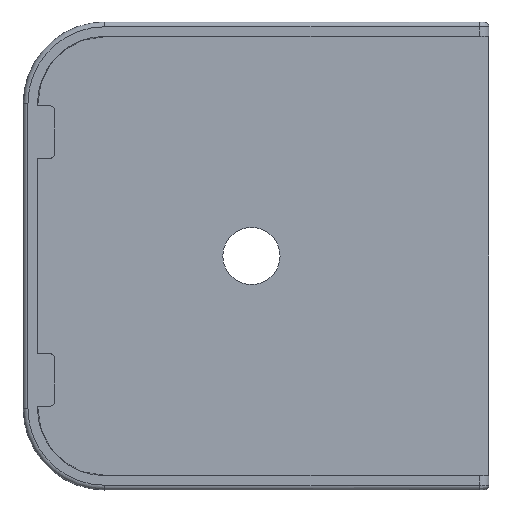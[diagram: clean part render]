
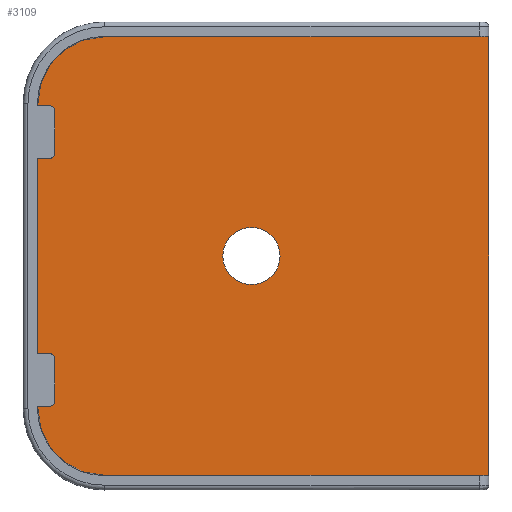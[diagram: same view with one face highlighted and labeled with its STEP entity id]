
A CAD part, front view. The second image highlights one B-rep face of the part: STEP entity #3109.
In plain terms, the highlighted planar face has unit normal (0, -1, 0).
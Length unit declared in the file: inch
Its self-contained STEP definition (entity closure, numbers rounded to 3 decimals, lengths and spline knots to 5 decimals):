
#90=CIRCLE('',#3323,0.27559);
#91=CIRCLE('',#3324,0.27559);
#92=CIRCLE('',#3325,0.11811);
#93=CIRCLE('',#3326,0.11811);
#123=FACE_BOUND('',#436,.T.);
#262=FACE_OUTER_BOUND('',#435,.T.);
#435=EDGE_LOOP('',(#2648,#2649,#2650,#2651,#2652,#2653));
#436=EDGE_LOOP('',(#2654,#2655));
#725=LINE('',#5351,#1099);
#797=LINE('',#5637,#1171);
#798=LINE('',#5639,#1172);
#799=LINE('',#5643,#1173);
#1099=VECTOR('',#3865,1.81102);
#1171=VECTOR('',#4037,1.58661);
#1172=VECTOR('',#4038,1.58661);
#1173=VECTOR('',#4041,1.25984);
#1417=VERTEX_POINT('',#5349);
#1418=VERTEX_POINT('',#5350);
#1464=VERTEX_POINT('',#5636);
#1465=VERTEX_POINT('',#5638);
#1466=VERTEX_POINT('',#5640);
#1467=VERTEX_POINT('',#5642);
#1468=VERTEX_POINT('',#5645);
#1469=VERTEX_POINT('',#5646);
#1794=EDGE_CURVE('',#1417,#1418,#725,.T.);
#1881=EDGE_CURVE('',#1417,#1464,#797,.T.);
#1882=EDGE_CURVE('',#1418,#1465,#798,.T.);
#1883=EDGE_CURVE('',#1466,#1465,#90,.T.);
#1884=EDGE_CURVE('',#1467,#1466,#799,.T.);
#1885=EDGE_CURVE('',#1464,#1467,#91,.T.);
#1886=EDGE_CURVE('',#1468,#1469,#92,.T.);
#1887=EDGE_CURVE('',#1469,#1468,#93,.T.);
#2648=ORIENTED_EDGE('',*,*,#1881,.F.);
#2649=ORIENTED_EDGE('',*,*,#1794,.T.);
#2650=ORIENTED_EDGE('',*,*,#1882,.T.);
#2651=ORIENTED_EDGE('',*,*,#1883,.F.);
#2652=ORIENTED_EDGE('',*,*,#1884,.F.);
#2653=ORIENTED_EDGE('',*,*,#1885,.F.);
#2654=ORIENTED_EDGE('',*,*,#1886,.F.);
#2655=ORIENTED_EDGE('',*,*,#1887,.F.);
#2961=PLANE('',#3322);
#3109=ADVANCED_FACE('',(#262,#123),#2961,.F.);
#3322=AXIS2_PLACEMENT_3D('',#5635,#4035,#4036);
#3323=AXIS2_PLACEMENT_3D('',#5641,#4039,#4040);
#3324=AXIS2_PLACEMENT_3D('',#5644,#4042,#4043);
#3325=AXIS2_PLACEMENT_3D('',#5647,#4044,#4045);
#3326=AXIS2_PLACEMENT_3D('',#5648,#4046,#4047);
#3865=DIRECTION('',(0.,0.,1.));
#4035=DIRECTION('center_axis',(0.,1.,0.));
#4036=DIRECTION('ref_axis',(0.,0.,1.));
#4037=DIRECTION('',(-1.,0.,0.));
#4038=DIRECTION('',(-1.,0.,0.));
#4039=DIRECTION('center_axis',(0.,1.,0.));
#4040=DIRECTION('ref_axis',(0.,0.,-1.));
#4041=DIRECTION('',(0.,0.,1.));
#4042=DIRECTION('center_axis',(0.,1.,0.));
#4043=DIRECTION('ref_axis',(0.,0.,-1.));
#4044=DIRECTION('center_axis',(0.,-1.,0.));
#4045=DIRECTION('ref_axis',(0.,0.,1.));
#4046=DIRECTION('center_axis',(0.,-1.,0.));
#4047=DIRECTION('ref_axis',(0.,0.,1.));
#5349=CARTESIAN_POINT('',(-0.20472,0.49606,-0.90551));
#5350=CARTESIAN_POINT('',(-0.20472,0.49606,0.90551));
#5351=CARTESIAN_POINT('',(-0.20472,0.49606,-0.90551));
#5635=CARTESIAN_POINT('Origin',(0.0748,0.49606,-0.98425));
#5636=CARTESIAN_POINT('',(-1.79134,0.49606,-0.90551));
#5637=CARTESIAN_POINT('',(-0.20472,0.49606,-0.90551));
#5638=CARTESIAN_POINT('',(-1.79134,0.49606,0.90551));
#5639=CARTESIAN_POINT('',(-0.20472,0.49606,0.90551));
#5640=CARTESIAN_POINT('',(-2.06693,0.49606,0.62992));
#5641=CARTESIAN_POINT('Origin',(-1.79134,0.49606,0.62992));
#5642=CARTESIAN_POINT('',(-2.06693,0.49606,-0.62992));
#5643=CARTESIAN_POINT('',(-2.06693,0.49606,-0.62992));
#5644=CARTESIAN_POINT('Origin',(-1.79134,0.49606,-0.62992));
#5645=CARTESIAN_POINT('',(-1.18504,0.49606,0.11811));
#5646=CARTESIAN_POINT('',(-1.18504,0.49606,-0.11811));
#5647=CARTESIAN_POINT('Origin',(-1.18504,0.49606,0.));
#5648=CARTESIAN_POINT('Origin',(-1.18504,0.49606,0.));
